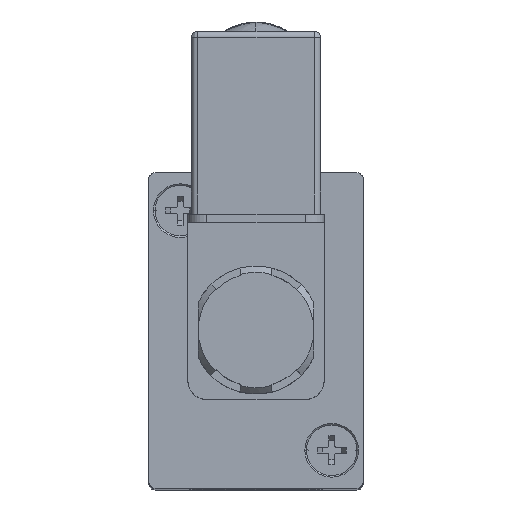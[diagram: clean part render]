
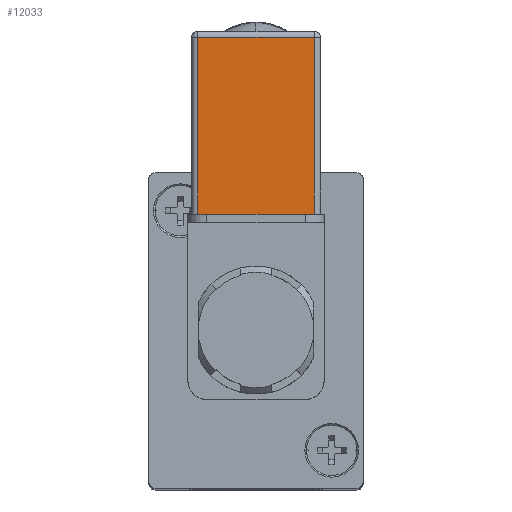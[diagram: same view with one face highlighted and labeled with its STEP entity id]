
A CAD part, top view. The second image highlights one B-rep face of the part: STEP entity #12033.
In plain terms, the highlighted planar face has unit normal (0, 0, 1).
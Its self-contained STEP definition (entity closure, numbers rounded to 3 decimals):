
#175 = EDGE_CURVE ( 'NONE', #6428, #4136, #740, .T. ) ;
#358 = CARTESIAN_POINT ( 'NONE',  ( 4.799, 22.021, 123.95 ) ) ;
#740 = LINE ( 'NONE', #7671, #7699 ) ;
#2099 = CARTESIAN_POINT ( 'NONE',  ( -4.451, 50.021, 123.95 ) ) ;
#2206 = EDGE_LOOP ( 'NONE', ( #3095, #8445, #10585, #13078 ) ) ;
#3095 = ORIENTED_EDGE ( 'NONE', *, *, #5163, .F. ) ;
#3464 = DIRECTION ( 'NONE',  ( 1., 0., 0. ) ) ;
#3605 = EDGE_CURVE ( 'NONE', #13212, #11430, #15115, .T. ) ;
#4104 = CARTESIAN_POINT ( 'NONE',  ( -13.701, 22.021, 123.95 ) ) ;
#4136 = VERTEX_POINT ( 'NONE', #15340 ) ;
#4616 = VECTOR ( 'NONE', #12800, 1000. ) ;
#5059 = LINE ( 'NONE', #11363, #4616 ) ;
#5163 = EDGE_CURVE ( 'NONE', #4136, #13212, #14023, .T. ) ;
#6428 = VERTEX_POINT ( 'NONE', #4104 ) ;
#6980 = CARTESIAN_POINT ( 'NONE',  ( -4.451, 31.901, 123.95 ) ) ;
#7100 = FACE_OUTER_BOUND ( 'NONE', #2206, .T. ) ;
#7617 = DIRECTION ( 'NONE',  ( 0., -1., 0. ) ) ;
#7671 = CARTESIAN_POINT ( 'NONE',  ( -13.701, 31.901, 123.95 ) ) ;
#7699 = VECTOR ( 'NONE', #11962, 1000. ) ;
#7796 = EDGE_CURVE ( 'NONE', #11430, #6428, #5059, .T. ) ;
#8376 = DIRECTION ( 'NONE',  ( -1., 0., 0. ) ) ;
#8445 = ORIENTED_EDGE ( 'NONE', *, *, #175, .F. ) ;
#9637 = AXIS2_PLACEMENT_3D ( 'NONE', #6980, #16790, #8376 ) ;
#10585 = ORIENTED_EDGE ( 'NONE', *, *, #7796, .F. ) ;
#11169 = VECTOR ( 'NONE', #3464, 1000. ) ;
#11363 = CARTESIAN_POINT ( 'NONE',  ( 5.799, 22.021, 123.95 ) ) ;
#11430 = VERTEX_POINT ( 'NONE', #358 ) ;
#11962 = DIRECTION ( 'NONE',  ( 0., 1., 0. ) ) ;
#12033 = ADVANCED_FACE ( 'NONE', ( #7100 ), #15373, .F. ) ;
#12800 = DIRECTION ( 'NONE',  ( -1., 0., 0. ) ) ;
#13078 = ORIENTED_EDGE ( 'NONE', *, *, #3605, .F. ) ;
#13212 = VERTEX_POINT ( 'NONE', #14412 ) ;
#14023 = LINE ( 'NONE', #2099, #11169 ) ;
#14412 = CARTESIAN_POINT ( 'NONE',  ( 4.799, 50.021, 123.95 ) ) ;
#14433 = CARTESIAN_POINT ( 'NONE',  ( 4.799, 31.901, 123.95 ) ) ;
#15115 = LINE ( 'NONE', #14433, #15400 ) ;
#15340 = CARTESIAN_POINT ( 'NONE',  ( -13.701, 50.021, 123.95 ) ) ;
#15373 = PLANE ( 'NONE',  #9637 ) ;
#15400 = VECTOR ( 'NONE', #7617, 1000. ) ;
#16790 = DIRECTION ( 'NONE',  ( 0., 0., -1. ) ) ;
